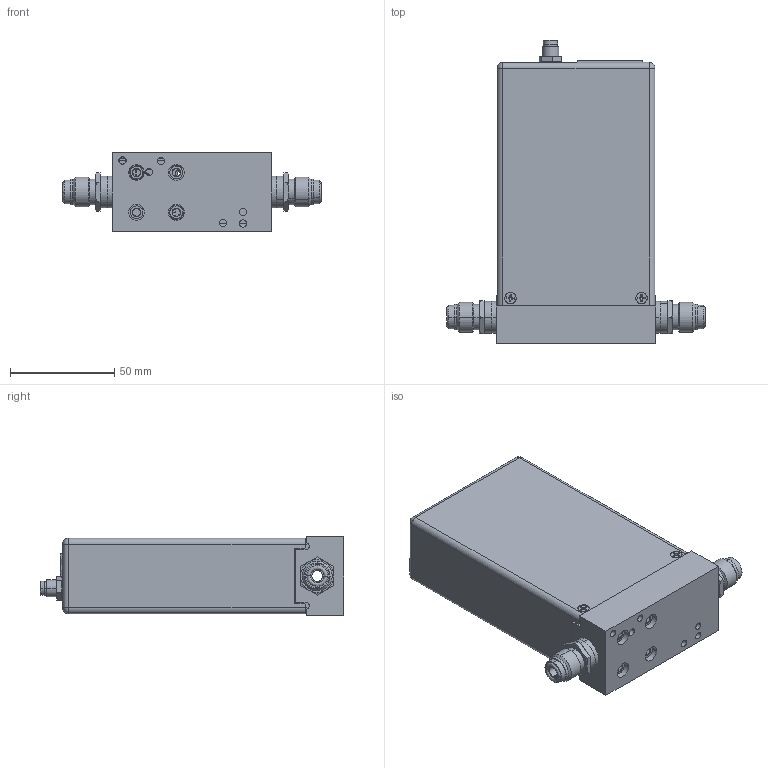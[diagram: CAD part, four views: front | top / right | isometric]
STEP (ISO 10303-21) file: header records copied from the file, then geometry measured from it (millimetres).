
FILE_DESCRIPTION (( 'STEP AP214' ), '1' );
FILE_NAME ('PPCA-4-VCR-ETHERCAT.STEP', '2017-08-14T18:40:46', ( '' ), ( '' ), 'SwSTEP 2.0', 'SolidWorks 2015', '' );
FILE_SCHEMA (( 'AUTOMOTIVE_DESIGN' ));
Length unit declared in the file: inch
Products named in the file (1): PPCA-4-VCR-ETHERCAT
Bounding box: 123.95 x 145.35 x 37.59 mm (x, y, z)
Surface area: 44623.9 mm2 (no closed solid volume)
Topology: 0 solids, 29 shells, 431 faces, 1396 edges, 961 vertices
Faces by surface type: plane 212, cylinder 129, cone 77, sphere 9, bspline 4
Entity records: 21765 total; most frequent: CARTESIAN_POINT 4259, DIRECTION 2483, ORIENTED_EDGE 2191, EDGE_CURVE 1374, VERTEX_POINT 956, AXIS2_PLACEMENT_3D 878, VECTOR 727, LINE 727
